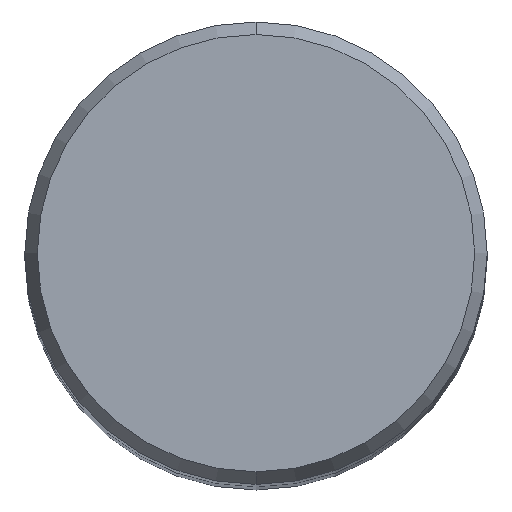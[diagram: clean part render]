
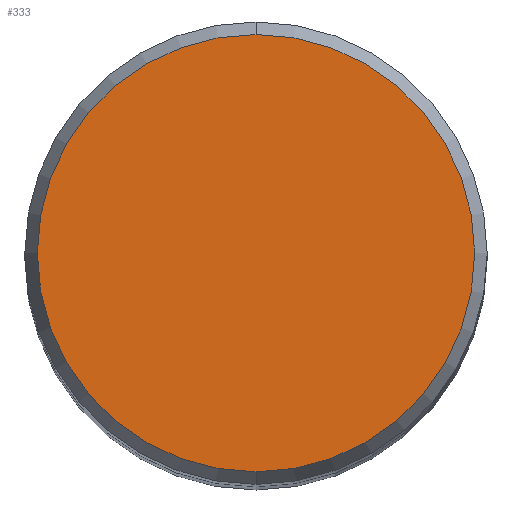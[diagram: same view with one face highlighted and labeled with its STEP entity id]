
A CAD part, top view. The second image highlights one B-rep face of the part: STEP entity #333.
In plain terms, the highlighted planar face has unit normal (0, 0, 1).
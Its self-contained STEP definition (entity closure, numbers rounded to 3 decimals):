
#185=VERTEX_POINT('',#439);
#261=VERTEX_POINT('',#521);
#273=EDGE_CURVE('',#261,#185,#535,.T.);
#333=ADVANCED_FACE('',(#600),#601,.T.);
#359=EDGE_CURVE('',#185,#261,#631,.T.);
#439=CARTESIAN_POINT('',(0.0,12.012,0.));
#521=CARTESIAN_POINT('',(0.,-12.012,0.));
#535=CIRCLE('',#1050,12.012);
#600=FACE_OUTER_BOUND('',#1283,.T.);
#601=PLANE('',#1284);
#631=CIRCLE('',#1349,12.012);
#1050=AXIS2_PLACEMENT_3D('',#1524,#1525,#1526);
#1283=EDGE_LOOP('',(#1585,#1586));
#1284=AXIS2_PLACEMENT_3D('',#1587,#1588,#1589);
#1349=AXIS2_PLACEMENT_3D('',#1632,#1633,#1634);
#1524=CARTESIAN_POINT('',(0.0,0.0,0.));
#1525=DIRECTION('',(0.0,0.0,-1.0));
#1526=DIRECTION('',(0.0,1.0,0.0));
#1585=ORIENTED_EDGE('',*,*,#359,.F.);
#1586=ORIENTED_EDGE('',*,*,#273,.F.);
#1587=CARTESIAN_POINT('',(0.0,6.006,0.));
#1588=DIRECTION('',(-0.0,0.0,1.0));
#1589=DIRECTION('',(0.0,-1.0,0.0));
#1632=CARTESIAN_POINT('',(0.0,0.0,0.));
#1633=DIRECTION('',(0.0,0.0,-1.0));
#1634=DIRECTION('',(0.0,1.0,0.0));
